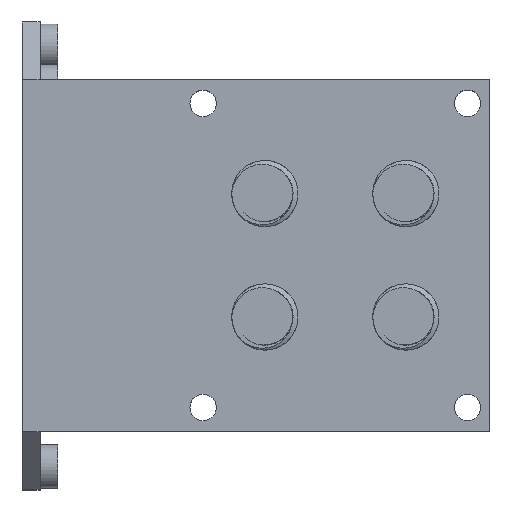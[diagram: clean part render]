
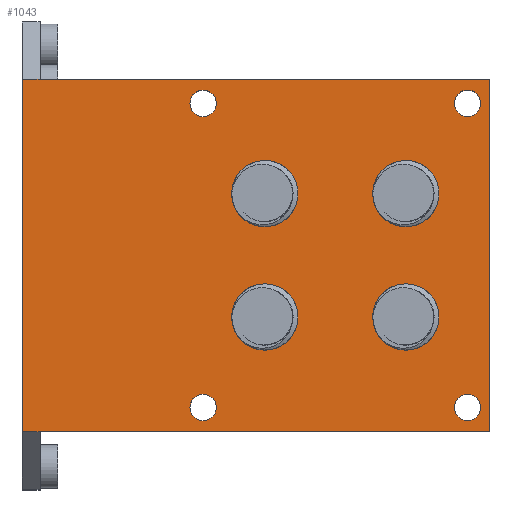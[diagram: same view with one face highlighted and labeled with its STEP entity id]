
A CAD part, top view. The second image highlights one B-rep face of the part: STEP entity #1043.
In plain terms, the highlighted planar face has unit normal (0, 0, 1).
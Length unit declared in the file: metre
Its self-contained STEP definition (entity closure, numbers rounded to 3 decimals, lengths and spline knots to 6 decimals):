
#84=CIRCLE('',#1124,0.0015);
#86=CIRCLE('',#1127,0.0015);
#88=CIRCLE('',#1131,0.0015);
#90=CIRCLE('',#1134,0.0015);
#92=CIRCLE('',#1137,0.00375);
#93=CIRCLE('',#1138,0.00375);
#94=CIRCLE('',#1139,0.00375);
#95=CIRCLE('',#1140,0.00375);
#174=ORIENTED_EDGE('',*,*,#456,.F.);
#175=ORIENTED_EDGE('',*,*,#457,.F.);
#176=ORIENTED_EDGE('',*,*,#458,.F.);
#177=ORIENTED_EDGE('',*,*,#459,.F.);
#178=ORIENTED_EDGE('',*,*,#452,.F.);
#179=ORIENTED_EDGE('',*,*,#451,.T.);
#180=ORIENTED_EDGE('',*,*,#460,.F.);
#181=ORIENTED_EDGE('',*,*,#461,.F.);
#182=ORIENTED_EDGE('',*,*,#462,.T.);
#183=ORIENTED_EDGE('',*,*,#438,.F.);
#184=ORIENTED_EDGE('',*,*,#444,.T.);
#185=ORIENTED_EDGE('',*,*,#447,.F.);
#186=ORIENTED_EDGE('',*,*,#445,.F.);
#187=ORIENTED_EDGE('',*,*,#454,.F.);
#438=EDGE_CURVE('',#580,#581,#682,.T.);
#444=EDGE_CURVE('',#580,#585,#688,.T.);
#445=EDGE_CURVE('',#586,#586,#84,.T.);
#447=EDGE_CURVE('',#588,#588,#86,.T.);
#451=EDGE_CURVE('',#585,#591,#691,.T.);
#452=EDGE_CURVE('',#592,#592,#88,.T.);
#454=EDGE_CURVE('',#594,#594,#90,.T.);
#456=EDGE_CURVE('',#596,#596,#92,.T.);
#457=EDGE_CURVE('',#597,#597,#93,.T.);
#458=EDGE_CURVE('',#598,#598,#94,.T.);
#459=EDGE_CURVE('',#599,#599,#95,.T.);
#460=EDGE_CURVE('',#600,#591,#692,.T.);
#461=EDGE_CURVE('',#601,#600,#693,.T.);
#462=EDGE_CURVE('',#601,#581,#694,.T.);
#580=VERTEX_POINT('',#1475);
#581=VERTEX_POINT('',#1477);
#585=VERTEX_POINT('',#1487);
#586=VERTEX_POINT('',#1491);
#588=VERTEX_POINT('',#1496);
#591=VERTEX_POINT('',#1503);
#592=VERTEX_POINT('',#1507);
#594=VERTEX_POINT('',#1512);
#596=VERTEX_POINT('',#1517);
#597=VERTEX_POINT('',#1519);
#598=VERTEX_POINT('',#1521);
#599=VERTEX_POINT('',#1523);
#600=VERTEX_POINT('',#1525);
#601=VERTEX_POINT('',#1527);
#682=LINE('',#1476,#728);
#688=LINE('',#1488,#734);
#691=LINE('',#1504,#737);
#692=LINE('',#1524,#738);
#693=LINE('',#1526,#739);
#694=LINE('',#1528,#740);
#728=VECTOR('',#1227,1.);
#734=VECTOR('',#1235,1.);
#737=VECTOR('',#1252,1.);
#738=VECTOR('',#1275,1.);
#739=VECTOR('',#1276,1.);
#740=VECTOR('',#1277,1.);
#783=EDGE_LOOP('',(#174));
#784=EDGE_LOOP('',(#175));
#785=EDGE_LOOP('',(#176));
#786=EDGE_LOOP('',(#177));
#787=EDGE_LOOP('',(#178));
#788=EDGE_LOOP('',(#179,#180,#181,#182,#183,#184));
#789=EDGE_LOOP('',(#185));
#790=EDGE_LOOP('',(#186));
#791=EDGE_LOOP('',(#187));
#901=FACE_BOUND('',#783,.T.);
#902=FACE_BOUND('',#784,.T.);
#903=FACE_BOUND('',#785,.T.);
#904=FACE_BOUND('',#786,.T.);
#905=FACE_BOUND('',#787,.T.);
#906=FACE_BOUND('',#788,.T.);
#907=FACE_BOUND('',#789,.T.);
#908=FACE_BOUND('',#790,.T.);
#909=FACE_BOUND('',#791,.T.);
#1011=PLANE('',#1136);
#1043=ADVANCED_FACE('',(#901,#902,#903,#904,#905,#906,#907,#908,#909),#1011,
 .T.);
#1124=AXIS2_PLACEMENT_3D('',#1490,#1238,#1239);
#1127=AXIS2_PLACEMENT_3D('',#1495,#1244,#1245);
#1131=AXIS2_PLACEMENT_3D('',#1506,#1255,#1256);
#1134=AXIS2_PLACEMENT_3D('',#1511,#1261,#1262);
#1136=AXIS2_PLACEMENT_3D('',#1515,#1265,#1266);
#1137=AXIS2_PLACEMENT_3D('',#1516,#1267,#1268);
#1138=AXIS2_PLACEMENT_3D('',#1518,#1269,#1270);
#1139=AXIS2_PLACEMENT_3D('',#1520,#1271,#1272);
#1140=AXIS2_PLACEMENT_3D('',#1522,#1273,#1274);
#1227=DIRECTION('',(-1.,0.,0.));
#1235=DIRECTION('',(0.,1.,0.));
#1238=DIRECTION('',(0.,0.,1.));
#1239=DIRECTION('',(1.,0.,0.));
#1244=DIRECTION('',(0.,0.,1.));
#1245=DIRECTION('',(1.,0.,0.));
#1252=DIRECTION('',(-1.,0.,0.));
#1255=DIRECTION('',(0.,0.,1.));
#1256=DIRECTION('',(1.,0.,0.));
#1261=DIRECTION('',(0.,0.,1.));
#1262=DIRECTION('',(1.,0.,0.));
#1265=DIRECTION('',(0.,0.,1.));
#1266=DIRECTION('',(1.,0.,0.));
#1267=DIRECTION('',(0.,0.,1.));
#1268=DIRECTION('',(1.,0.,0.));
#1269=DIRECTION('',(0.,0.,1.));
#1270=DIRECTION('',(1.,0.,0.));
#1271=DIRECTION('',(0.,0.,1.));
#1272=DIRECTION('',(1.,0.,0.));
#1273=DIRECTION('',(0.,0.,1.));
#1274=DIRECTION('',(1.,0.,0.));
#1275=DIRECTION('',(1.,0.,0.));
#1276=DIRECTION('',(0.,1.,0.));
#1277=DIRECTION('',(1.,0.,0.));
#1475=CARTESIAN_POINT('',(0.,0.,0.002));
#1476=CARTESIAN_POINT('',(-0.0175,0.,0.002));
#1477=CARTESIAN_POINT('',(-0.051,0.,0.002));
#1487=CARTESIAN_POINT('',(0.,0.04,0.002));
#1488=CARTESIAN_POINT('',(0.,0.02,0.002));
#1490=CARTESIAN_POINT('',(-0.0025,0.00275,0.002));
#1491=CARTESIAN_POINT('',(-0.001,0.00275,0.002));
#1495=CARTESIAN_POINT('',(-0.0025,0.03725,0.002));
#1496=CARTESIAN_POINT('',(-0.001,0.03725,0.002));
#1503=CARTESIAN_POINT('',(-0.051,0.04,0.002));
#1504=CARTESIAN_POINT('',(-0.0175,0.04,0.002));
#1506=CARTESIAN_POINT('',(-0.0325,0.03725,0.002));
#1507=CARTESIAN_POINT('',(-0.031,0.03725,0.002));
#1511=CARTESIAN_POINT('',(-0.0325,0.00275,0.002));
#1512=CARTESIAN_POINT('',(-0.031,0.00275,0.002));
#1515=CARTESIAN_POINT('',(-0.0175,0.02,0.002));
#1516=CARTESIAN_POINT('',(-0.0255,0.013,0.002));
#1517=CARTESIAN_POINT('',(-0.02175,0.013,0.002));
#1518=CARTESIAN_POINT('',(-0.0255,0.027,0.002));
#1519=CARTESIAN_POINT('',(-0.02175,0.027,0.002));
#1520=CARTESIAN_POINT('',(-0.0095,0.027,0.002));
#1521=CARTESIAN_POINT('',(-0.00575,0.027,0.002));
#1522=CARTESIAN_POINT('',(-0.0095,0.013,0.002));
#1523=CARTESIAN_POINT('',(-0.00575,0.013,0.002));
#1524=CARTESIAN_POINT('',(-0.053,0.04,0.002));
#1525=CARTESIAN_POINT('',(-0.053,0.04,0.002));
#1526=CARTESIAN_POINT('',(-0.053,0.038625,0.002));
#1527=CARTESIAN_POINT('',(-0.053,0.,0.002));
#1528=CARTESIAN_POINT('',(-0.053,0.,0.002));
